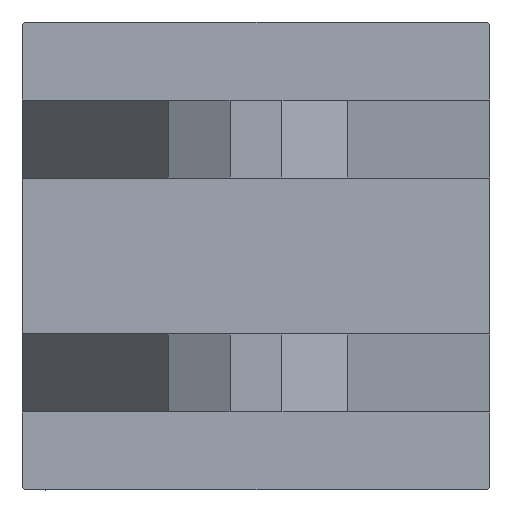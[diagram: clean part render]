
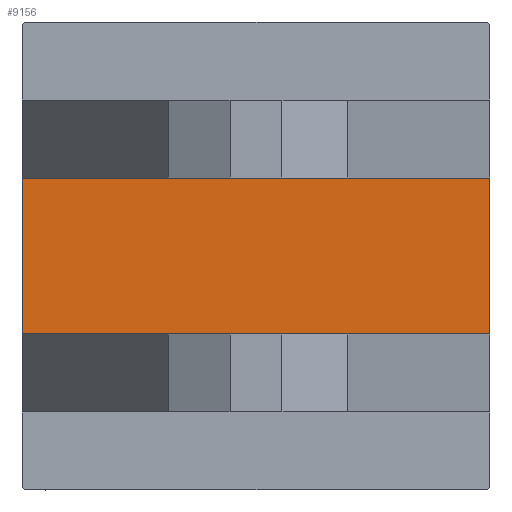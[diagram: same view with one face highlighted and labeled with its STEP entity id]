
A CAD part, left-side view. The second image highlights one B-rep face of the part: STEP entity #9156.
In plain terms, the highlighted planar face has unit normal (-1, 0, 0).
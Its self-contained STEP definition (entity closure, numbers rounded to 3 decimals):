
#500 = AXIS2_PLACEMENT_3D ( 'NONE', #44713, #12747, #5125 ) ;
#1393 = DIRECTION ( 'NONE',  ( 0., -1., 0. ) ) ;
#1644 = CARTESIAN_POINT ( 'NONE',  ( 0., 45., 45. ) ) ;
#4311 = VECTOR ( 'NONE', #36544, 1000. ) ;
#5051 = CARTESIAN_POINT ( 'NONE',  ( 0., -15., 45. ) ) ;
#5106 = VECTOR ( 'NONE', #37400, 1000. ) ;
#5125 = DIRECTION ( 'NONE',  ( 0., 0., 1. ) ) ;
#7344 = EDGE_CURVE ( 'NONE', #30607, #33016, #27895, .T. ) ;
#9156 = ADVANCED_FACE ( 'NONE', ( #39903 ), #48033, .T. ) ;
#10023 = EDGE_LOOP ( 'NONE', ( #19774, #38195, #11404, #39298 ) ) ;
#11404 = ORIENTED_EDGE ( 'NONE', *, *, #21897, .F. ) ;
#11927 = DIRECTION ( 'NONE',  ( 0., 0., -1. ) ) ;
#12747 = DIRECTION ( 'NONE',  ( -1., 0., 0. ) ) ;
#13037 = VERTEX_POINT ( 'NONE', #35388 ) ;
#13058 = LINE ( 'NONE', #1644, #33353 ) ;
#17027 = LINE ( 'NONE', #39607, #4311 ) ;
#19774 = ORIENTED_EDGE ( 'NONE', *, *, #31535, .T. ) ;
#21897 = EDGE_CURVE ( 'NONE', #39273, #30607, #13058, .T. ) ;
#22456 = CARTESIAN_POINT ( 'NONE',  ( 0., -15., -45. ) ) ;
#25122 = EDGE_CURVE ( 'NONE', #39273, #13037, #17027, .T. ) ;
#27895 = LINE ( 'NONE', #5051, #35274 ) ;
#30607 = VERTEX_POINT ( 'NONE', #36645 ) ;
#31535 = EDGE_CURVE ( 'NONE', #13037, #33016, #48353, .T. ) ;
#33016 = VERTEX_POINT ( 'NONE', #22456 ) ;
#33353 = VECTOR ( 'NONE', #1393, 1000. ) ;
#35274 = VECTOR ( 'NONE', #11927, 1000. ) ;
#35388 = CARTESIAN_POINT ( 'NONE',  ( 0., 15., -45. ) ) ;
#36544 = DIRECTION ( 'NONE',  ( 0., 0., -1. ) ) ;
#36645 = CARTESIAN_POINT ( 'NONE',  ( 0., -15., 45. ) ) ;
#37400 = DIRECTION ( 'NONE',  ( 0., -1., 0. ) ) ;
#38195 = ORIENTED_EDGE ( 'NONE', *, *, #7344, .F. ) ;
#39273 = VERTEX_POINT ( 'NONE', #48217 ) ;
#39298 = ORIENTED_EDGE ( 'NONE', *, *, #25122, .T. ) ;
#39607 = CARTESIAN_POINT ( 'NONE',  ( 0., 15., 45. ) ) ;
#39903 = FACE_OUTER_BOUND ( 'NONE', #10023, .T. ) ;
#41225 = CARTESIAN_POINT ( 'NONE',  ( 0., 45., -45. ) ) ;
#44713 = CARTESIAN_POINT ( 'NONE',  ( 0., 0., 0. ) ) ;
#48033 = PLANE ( 'NONE',  #500 ) ;
#48217 = CARTESIAN_POINT ( 'NONE',  ( 0., 15., 45. ) ) ;
#48353 = LINE ( 'NONE', #41225, #5106 ) ;
